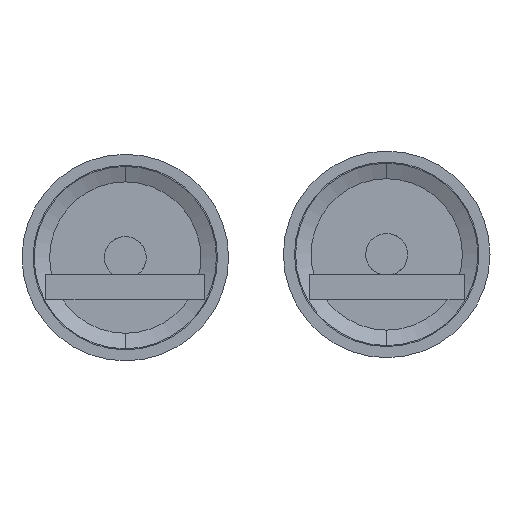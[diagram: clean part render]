
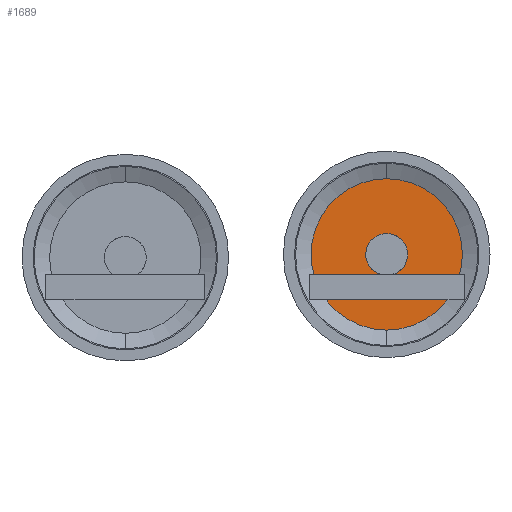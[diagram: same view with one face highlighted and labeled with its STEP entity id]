
A CAD part, front view. The second image highlights one B-rep face of the part: STEP entity #1689.
In plain terms, the highlighted planar face has unit normal (0, -1, 0).
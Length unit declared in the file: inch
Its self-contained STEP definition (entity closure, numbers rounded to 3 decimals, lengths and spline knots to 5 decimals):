
#225 = DIRECTION ( 'NONE',  ( 0., 0., -1. ) ) ;
#226 = DIRECTION ( 'NONE',  ( 0., -1., 0. ) ) ;
#227 = CARTESIAN_POINT ( 'NONE',  ( 0.42656, 0.25281, 0. ) ) ;
#289 = DIRECTION ( 'NONE',  ( 0., 0., 1. ) ) ;
#290 = DIRECTION ( 'NONE',  ( 0., -1., 0. ) ) ;
#291 = CARTESIAN_POINT ( 'NONE',  ( 0.42656, 0.25281, 0. ) ) ;
#457 = DIRECTION ( 'NONE',  ( 0., 0., -1. ) ) ;
#458 = DIRECTION ( 'NONE',  ( 0., -1., 0. ) ) ;
#459 = CARTESIAN_POINT ( 'NONE',  ( 0.42656, 0.25281, 0. ) ) ;
#541 = AXIS2_PLACEMENT_3D ( 'NONE', #459, #458, #457 ) ;
#557 = AXIS2_PLACEMENT_3D ( 'NONE', #2390, #2389, #2388 ) ;
#597 = EDGE_CURVE ( 'NONE', #2033, #1898, #1802, .T. ) ;
#634 = EDGE_CURVE ( 'NONE', #2281, #2048, #2827, .T. ) ;
#698 = EDGE_CURVE ( 'NONE', #1898, #2033, #2728, .T. ) ;
#727 = EDGE_CURVE ( 'NONE', #2048, #2281, #2676, .T. ) ;
#1066 = FACE_BOUND ( 'NONE', #1920, .T. ) ;
#1071 = FACE_OUTER_BOUND ( 'NONE', #1925, .T. ) ;
#1337 = DIRECTION ( 'NONE',  ( 0., 0., -1. ) ) ;
#1338 = DIRECTION ( 'NONE',  ( 0., -1., 0. ) ) ;
#1343 = PLANE ( 'NONE',  #2523 ) ;
#1349 = CARTESIAN_POINT ( 'NONE',  ( 0.42656, 0.25281, 0. ) ) ;
#1689 = ADVANCED_FACE ( 'NONE', ( #1071, #1066 ), #1343, .T. ) ;
#1802 = CIRCLE ( 'NONE', #557, 0.0905 ) ;
#1898 = VERTEX_POINT ( 'NONE', #3199 ) ;
#1920 = EDGE_LOOP ( 'NONE', ( #3628, #3627 ) ) ;
#1925 = EDGE_LOOP ( 'NONE', ( #3630, #3629 ) ) ;
#2033 = VERTEX_POINT ( 'NONE', #3187 ) ;
#2048 = VERTEX_POINT ( 'NONE', #3183 ) ;
#2281 = VERTEX_POINT ( 'NONE', #3142 ) ;
#2388 = DIRECTION ( 'NONE',  ( 0., 0., 1. ) ) ;
#2389 = DIRECTION ( 'NONE',  ( 0., -1., 0. ) ) ;
#2390 = CARTESIAN_POINT ( 'NONE',  ( 0.42656, 0.25281, 0. ) ) ;
#2523 = AXIS2_PLACEMENT_3D ( 'NONE', #1349, #1338, #1337 ) ;
#2676 = CIRCLE ( 'NONE', #3935, 0.025 ) ;
#2728 = CIRCLE ( 'NONE', #3941, 0.0905 ) ;
#2827 = CIRCLE ( 'NONE', #541, 0.025 ) ;
#3142 = CARTESIAN_POINT ( 'NONE',  ( 0.42656, 0.25281, -0.025 ) ) ;
#3183 = CARTESIAN_POINT ( 'NONE',  ( 0.42656, 0.25281, 0.025 ) ) ;
#3187 = CARTESIAN_POINT ( 'NONE',  ( 0.42656, 0.25281, 0.0905 ) ) ;
#3199 = CARTESIAN_POINT ( 'NONE',  ( 0.42656, 0.25281, -0.0905 ) ) ;
#3627 = ORIENTED_EDGE ( 'NONE', *, *, #727, .F. ) ;
#3628 = ORIENTED_EDGE ( 'NONE', *, *, #634, .F. ) ;
#3629 = ORIENTED_EDGE ( 'NONE', *, *, #698, .T. ) ;
#3630 = ORIENTED_EDGE ( 'NONE', *, *, #597, .T. ) ;
#3935 = AXIS2_PLACEMENT_3D ( 'NONE', #227, #226, #225 ) ;
#3941 = AXIS2_PLACEMENT_3D ( 'NONE', #291, #290, #289 ) ;
